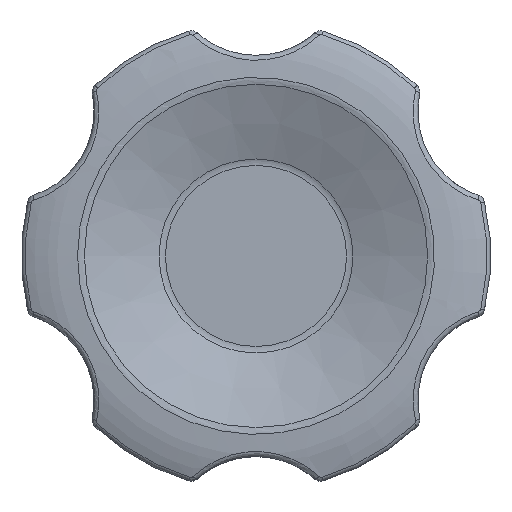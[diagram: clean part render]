
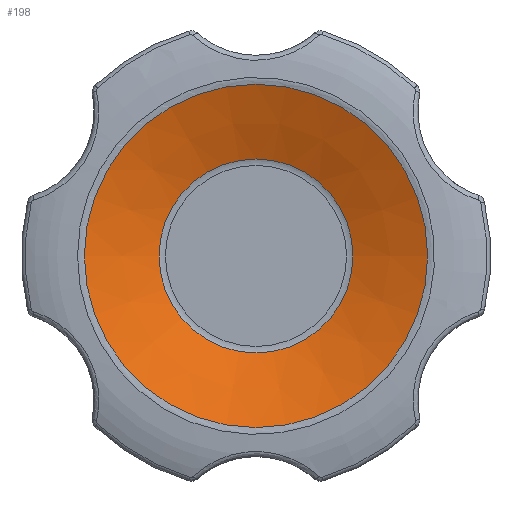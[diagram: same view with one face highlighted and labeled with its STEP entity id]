
A CAD part, top view. The second image highlights one B-rep face of the part: STEP entity #198.
In plain terms, the highlighted conical face has half-angle 68.629 degrees and reference radius 14.9 mm.
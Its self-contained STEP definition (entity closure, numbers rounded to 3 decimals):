
#198 = ADVANCED_FACE( '', ( #447, #448 ), #449, .F. );
#447 = FACE_BOUND( '', #3695, .T. );
#448 = FACE_OUTER_BOUND( '', #3696, .T. );
#449 = CONICAL_SURFACE( '', #3697, 14.9, 1.198 );
#3695 = EDGE_LOOP( '', ( #5621 ) );
#3696 = EDGE_LOOP( '', ( #5622 ) );
#3697 = AXIS2_PLACEMENT_3D( '', #5623, #5624, #5625 );
#5621 = ORIENTED_EDGE( '', *, *, #6009, .T. );
#5622 = ORIENTED_EDGE( '', *, *, #6113, .T. );
#5623 = CARTESIAN_POINT( '', ( 0., 0., 28. ) );
#5624 = DIRECTION( '', ( 0., 0., 1. ) );
#5625 = DIRECTION( '', ( 1., 0., 0. ) );
#6009 = EDGE_CURVE( '', #6295, #6295, #6296, .F. );
#6113 = EDGE_CURVE( '', #6466, #6466, #6467, .F. );
#6295 = VERTEX_POINT( '', #6772 );
#6296 = CIRCLE( '', #6773, 8.264 );
#6466 = VERTEX_POINT( '', #8246 );
#6467 = CIRCLE( '', #8247, 14.628 );
#6772 = CARTESIAN_POINT( '', ( 8.264, 0., 25.403 ) );
#6773 = AXIS2_PLACEMENT_3D( '', #9512, #9513, #9514 );
#8246 = CARTESIAN_POINT( '', ( -14.628, 0., 27.894 ) );
#8247 = AXIS2_PLACEMENT_3D( '', #9645, #9646, #9647 );
#9512 = CARTESIAN_POINT( '', ( 0., 0., 25.403 ) );
#9513 = DIRECTION( '', ( 0., 0., 1. ) );
#9514 = DIRECTION( '', ( 1., 0., 0. ) );
#9645 = CARTESIAN_POINT( '', ( 0., 0., 27.894 ) );
#9646 = DIRECTION( '', ( 0., 0., -1. ) );
#9647 = DIRECTION( '', ( -1., 0., 0. ) );
